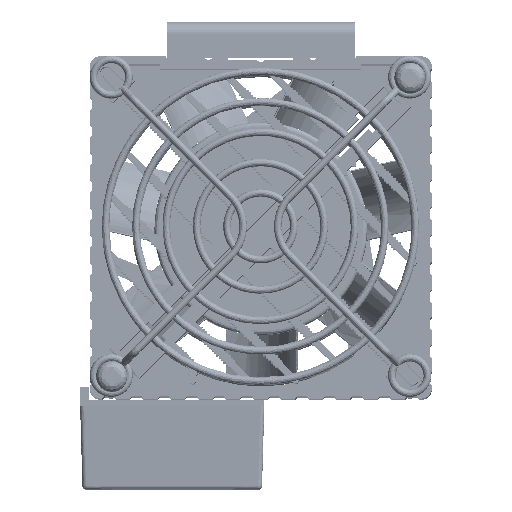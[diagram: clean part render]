
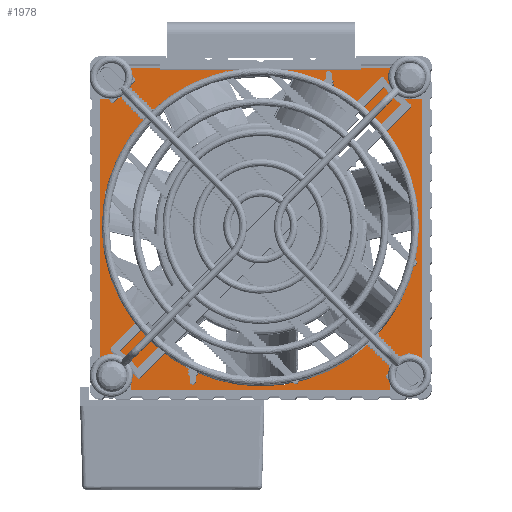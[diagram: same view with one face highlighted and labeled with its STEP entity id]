
A CAD part, top view. The second image highlights one B-rep face of the part: STEP entity #1978.
In plain terms, the highlighted planar face has unit normal (0, 0, 1).
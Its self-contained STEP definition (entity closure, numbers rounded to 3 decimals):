
#209=FACE_BOUND($,#7379,.T.);
#1978=ADVANCED_FACE($,(#4665,#209),#37956,.T.);
#4665=FACE_OUTER_BOUND($,#7378,.T.);
#7378=EDGE_LOOP($,(#18659,#18660,#18661,#18662,#18663,#18664,#18665,#18666,
#18667));
#7379=EDGE_LOOP($,(#18668,#18669));
#18659=ORIENTED_EDGE($,*,*,#28548,.T.);
#18660=ORIENTED_EDGE($,*,*,#28550,.T.);
#18661=ORIENTED_EDGE($,*,*,#28552,.T.);
#18662=ORIENTED_EDGE($,*,*,#28554,.T.);
#18663=ORIENTED_EDGE($,*,*,#28556,.T.);
#18664=ORIENTED_EDGE($,*,*,#28558,.T.);
#18665=ORIENTED_EDGE($,*,*,#28560,.T.);
#18666=ORIENTED_EDGE($,*,*,#28562,.T.);
#18667=ORIENTED_EDGE($,*,*,#28564,.T.);
#18668=ORIENTED_EDGE($,*,*,#28632,.F.);
#18669=ORIENTED_EDGE($,*,*,#28574,.F.);
#28548=EDGE_CURVE($,#34382,#34383,#45745,.T.);
#28550=EDGE_CURVE($,#34383,#34384,#45746,.T.);
#28552=EDGE_CURVE($,#34384,#34385,#45747,.T.);
#28554=EDGE_CURVE($,#34385,#34386,#45748,.T.);
#28556=EDGE_CURVE($,#34386,#34387,#45749,.T.);
#28558=EDGE_CURVE($,#34387,#34388,#45750,.T.);
#28560=EDGE_CURVE($,#34388,#34389,#45751,.T.);
#28562=EDGE_CURVE($,#34389,#34390,#45752,.T.);
#28564=EDGE_CURVE($,#34390,#34382,#45753,.T.);
#28574=EDGE_CURVE($,#34400,#34437,#45758,.T.);
#28632=EDGE_CURVE($,#34437,#34400,#45785,.T.);
#34382=VERTEX_POINT($,#78219);
#34383=VERTEX_POINT($,#78220);
#34384=VERTEX_POINT($,#78221);
#34385=VERTEX_POINT($,#78222);
#34386=VERTEX_POINT($,#78223);
#34387=VERTEX_POINT($,#78224);
#34388=VERTEX_POINT($,#78225);
#34389=VERTEX_POINT($,#78226);
#34390=VERTEX_POINT($,#78227);
#34400=VERTEX_POINT($,#78237);
#34437=VERTEX_POINT($,#78274);
#37956=PLANE($,#46354);
#45745=(
BOUNDED_CURVE()
B_SPLINE_CURVE(2,(#77499,#77500,#77501,#77502,#77503),.UNSPECIFIED.,.F.,
.F.)
B_SPLINE_CURVE_WITH_KNOTS((3,2,3),(4.3,11.369,14.369),
.UNSPECIFIED.)
CURVE()
GEOMETRIC_REPRESENTATION_ITEM()
RATIONAL_B_SPLINE_CURVE((1.,0.707,1.,1.,1.))
REPRESENTATION_ITEM($)
);
#45746=(
BOUNDED_CURVE()
B_SPLINE_CURVE(2,(#77506,#77507,#77508),.UNSPECIFIED.,.F.,.F.)
B_SPLINE_CURVE_WITH_KNOTS((3,3),(14.369,76.469),.UNSPECIFIED.)
CURVE()
GEOMETRIC_REPRESENTATION_ITEM()
RATIONAL_B_SPLINE_CURVE((1.,1.,1.))
REPRESENTATION_ITEM($)
);
#45747=(
BOUNDED_CURVE()
B_SPLINE_CURVE(2,(#77511,#77512,#77513,#77514,#77515,#77516,#77517),.UNSPECIFIED.,
.F.,.F.)
B_SPLINE_CURVE_WITH_KNOTS((3,2,2,3),(76.469,79.469,86.537,
89.537),.UNSPECIFIED.)
CURVE()
GEOMETRIC_REPRESENTATION_ITEM()
RATIONAL_B_SPLINE_CURVE((1.,1.,1.,0.707,1.,1.,1.))
REPRESENTATION_ITEM($)
);
#45748=(
BOUNDED_CURVE()
B_SPLINE_CURVE(2,(#77520,#77521,#77522),.UNSPECIFIED.,.F.,.F.)
B_SPLINE_CURVE_WITH_KNOTS((3,3),(89.537,151.637),.UNSPECIFIED.)
CURVE()
GEOMETRIC_REPRESENTATION_ITEM()
RATIONAL_B_SPLINE_CURVE((1.,1.,1.))
REPRESENTATION_ITEM($)
);
#45749=(
BOUNDED_CURVE()
B_SPLINE_CURVE(2,(#77525,#77526,#77527,#77528,#77529,#77530,#77531),.UNSPECIFIED.,
.F.,.F.)
B_SPLINE_CURVE_WITH_KNOTS((3,2,2,3),(151.637,154.637,161.706,
164.706),.UNSPECIFIED.)
CURVE()
GEOMETRIC_REPRESENTATION_ITEM()
RATIONAL_B_SPLINE_CURVE((1.,1.,1.,0.707,1.,1.,1.))
REPRESENTATION_ITEM($)
);
#45750=(
BOUNDED_CURVE()
B_SPLINE_CURVE(2,(#77534,#77535,#77536),.UNSPECIFIED.,.F.,.F.)
B_SPLINE_CURVE_WITH_KNOTS((3,3),(164.706,226.806),.UNSPECIFIED.)
CURVE()
GEOMETRIC_REPRESENTATION_ITEM()
RATIONAL_B_SPLINE_CURVE((1.,1.,1.))
REPRESENTATION_ITEM($)
);
#45751=(
BOUNDED_CURVE()
B_SPLINE_CURVE(2,(#77539,#77540,#77541,#77542,#77543,#77544,#77545),.UNSPECIFIED.,
.F.,.F.)
B_SPLINE_CURVE_WITH_KNOTS((3,2,2,3),(226.806,229.806,236.874,
239.874),.UNSPECIFIED.)
CURVE()
GEOMETRIC_REPRESENTATION_ITEM()
RATIONAL_B_SPLINE_CURVE((1.,1.,1.,0.707,1.,1.,1.))
REPRESENTATION_ITEM($)
);
#45752=(
BOUNDED_CURVE()
B_SPLINE_CURVE(2,(#77548,#77549,#77550),.UNSPECIFIED.,.F.,.F.)
B_SPLINE_CURVE_WITH_KNOTS((3,3),(239.874,301.974),.UNSPECIFIED.)
CURVE()
GEOMETRIC_REPRESENTATION_ITEM()
RATIONAL_B_SPLINE_CURVE((1.,1.,1.))
REPRESENTATION_ITEM($)
);
#45753=(
BOUNDED_CURVE()
B_SPLINE_CURVE(2,(#77553,#77554,#77555),.UNSPECIFIED.,.F.,.F.)
B_SPLINE_CURVE_WITH_KNOTS((3,3),(301.974,304.974),.UNSPECIFIED.)
CURVE()
GEOMETRIC_REPRESENTATION_ITEM()
RATIONAL_B_SPLINE_CURVE((1.,1.,1.))
REPRESENTATION_ITEM($)
);
#45758=(
BOUNDED_CURVE()
B_SPLINE_CURVE(2,(#77592,#77593,#77594,#77595,#77596),.UNSPECIFIED.,.F.,
.F.)
B_SPLINE_CURVE_WITH_KNOTS((3,2,3),(0.,59.372,118.744),
.UNSPECIFIED.)
CURVE()
GEOMETRIC_REPRESENTATION_ITEM()
RATIONAL_B_SPLINE_CURVE((1.,0.707,1.,0.707,1.))
REPRESENTATION_ITEM($)
);
#45785=(
BOUNDED_CURVE()
B_SPLINE_CURVE(2,(#77821,#77822,#77823,#77824,#77825),.UNSPECIFIED.,.F.,
.F.)
B_SPLINE_CURVE_WITH_KNOTS((3,2,3),(118.744,178.117,237.489),
.UNSPECIFIED.)
CURVE()
GEOMETRIC_REPRESENTATION_ITEM()
RATIONAL_B_SPLINE_CURVE((1.,0.707,1.,0.707,1.))
REPRESENTATION_ITEM($)
);
#46354=AXIS2_PLACEMENT_3D($,#78043,#47120,$);
#47120=DIRECTION($,(0.,0.,1.));
#77499=CARTESIAN_POINT($,(96.95,106.55,11.9));
#77500=CARTESIAN_POINT($,(96.95,102.05,11.9));
#77501=CARTESIAN_POINT($,(92.45,102.05,11.9));
#77502=CARTESIAN_POINT($,(90.95,102.05,11.9));
#77503=CARTESIAN_POINT($,(89.45,102.05,11.9));
#77506=CARTESIAN_POINT($,(89.45,102.05,11.9));
#77507=CARTESIAN_POINT($,(89.45,71.,11.9));
#77508=CARTESIAN_POINT($,(89.45,39.95,11.9));
#77511=CARTESIAN_POINT($,(89.45,39.95,11.9));
#77512=CARTESIAN_POINT($,(90.95,39.95,11.9));
#77513=CARTESIAN_POINT($,(92.45,39.95,11.9));
#77514=CARTESIAN_POINT($,(96.95,39.95,11.9));
#77515=CARTESIAN_POINT($,(96.95,35.45,11.9));
#77516=CARTESIAN_POINT($,(96.95,33.95,11.9));
#77517=CARTESIAN_POINT($,(96.95,32.45,11.9));
#77520=CARTESIAN_POINT($,(96.95,32.45,11.9));
#77521=CARTESIAN_POINT($,(128.,32.45,11.9));
#77522=CARTESIAN_POINT($,(159.05,32.45,11.9));
#77525=CARTESIAN_POINT($,(159.05,32.45,11.9));
#77526=CARTESIAN_POINT($,(159.05,33.95,11.9));
#77527=CARTESIAN_POINT($,(159.05,35.45,11.9));
#77528=CARTESIAN_POINT($,(159.05,39.95,11.9));
#77529=CARTESIAN_POINT($,(163.55,39.95,11.9));
#77530=CARTESIAN_POINT($,(165.05,39.95,11.9));
#77531=CARTESIAN_POINT($,(166.55,39.95,11.9));
#77534=CARTESIAN_POINT($,(166.55,39.95,11.9));
#77535=CARTESIAN_POINT($,(166.55,71.,11.9));
#77536=CARTESIAN_POINT($,(166.55,102.05,11.9));
#77539=CARTESIAN_POINT($,(166.55,102.05,11.9));
#77540=CARTESIAN_POINT($,(165.05,102.05,11.9));
#77541=CARTESIAN_POINT($,(163.55,102.05,11.9));
#77542=CARTESIAN_POINT($,(159.05,102.05,11.9));
#77543=CARTESIAN_POINT($,(159.05,106.55,11.9));
#77544=CARTESIAN_POINT($,(159.05,108.05,11.9));
#77545=CARTESIAN_POINT($,(159.05,109.55,11.9));
#77548=CARTESIAN_POINT($,(159.05,109.55,11.9));
#77549=CARTESIAN_POINT($,(128.,109.55,11.9));
#77550=CARTESIAN_POINT($,(96.95,109.55,11.9));
#77553=CARTESIAN_POINT($,(96.95,109.55,11.9));
#77554=CARTESIAN_POINT($,(96.95,108.05,11.9));
#77555=CARTESIAN_POINT($,(96.95,106.55,11.9));
#77592=CARTESIAN_POINT($,(165.8,71.,11.9));
#77593=CARTESIAN_POINT($,(165.8,108.8,11.9));
#77594=CARTESIAN_POINT($,(128.,108.8,11.9));
#77595=CARTESIAN_POINT($,(90.2,108.8,11.9));
#77596=CARTESIAN_POINT($,(90.2,71.,11.9));
#77821=CARTESIAN_POINT($,(90.2,71.,11.9));
#77822=CARTESIAN_POINT($,(90.2,33.2,11.9));
#77823=CARTESIAN_POINT($,(128.,33.2,11.9));
#77824=CARTESIAN_POINT($,(165.8,33.2,11.9));
#77825=CARTESIAN_POINT($,(165.8,71.,11.9));
#78043=CARTESIAN_POINT($,(89.45,32.45,11.9));
#78219=CARTESIAN_POINT($,(96.95,106.55,11.9));
#78220=CARTESIAN_POINT($,(89.45,102.05,11.9));
#78221=CARTESIAN_POINT($,(89.45,39.95,11.9));
#78222=CARTESIAN_POINT($,(96.95,32.45,11.9));
#78223=CARTESIAN_POINT($,(159.05,32.45,11.9));
#78224=CARTESIAN_POINT($,(166.55,39.95,11.9));
#78225=CARTESIAN_POINT($,(166.55,102.05,11.9));
#78226=CARTESIAN_POINT($,(159.05,109.55,11.9));
#78227=CARTESIAN_POINT($,(96.95,109.55,11.9));
#78237=CARTESIAN_POINT($,(165.8,71.,11.9));
#78274=CARTESIAN_POINT($,(90.2,71.,11.9));
